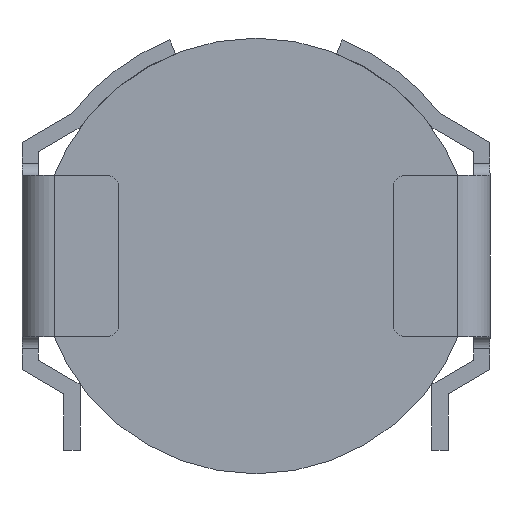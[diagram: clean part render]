
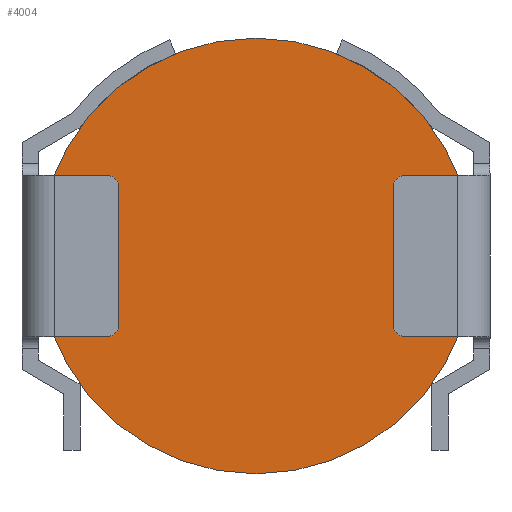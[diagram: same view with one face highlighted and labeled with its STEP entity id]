
A CAD part, front view. The second image highlights one B-rep face of the part: STEP entity #4004.
In plain terms, the highlighted planar face has unit normal (0, -1, 0).
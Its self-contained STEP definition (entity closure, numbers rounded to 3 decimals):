
#54=CIRCLE('',#4189,1.35);
#540=FACE_OUTER_BOUND('',#772,.T.);
#772=EDGE_LOOP('',(#3278));
#1784=VERTEX_POINT('',#6965);
#2300=EDGE_CURVE('',#1784,#1784,#54,.T.);
#3278=ORIENTED_EDGE('',*,*,#2300,.T.);
#3666=PLANE('',#4190);
#4004=ADVANCED_FACE('',(#540),#3666,.T.);
#4189=AXIS2_PLACEMENT_3D('',#6966,#4690,#4691);
#4190=AXIS2_PLACEMENT_3D('',#6967,#4692,#4693);
#4690=DIRECTION('center_axis',(0.,-1.,0.));
#4691=DIRECTION('ref_axis',(1.,0.,0.));
#4692=DIRECTION('center_axis',(0.,-1.,0.));
#4693=DIRECTION('ref_axis',(0.,0.,-1.));
#6965=CARTESIAN_POINT('',(1.35,0.,0.));
#6966=CARTESIAN_POINT('Origin',(0.,0.,0.));
#6967=CARTESIAN_POINT('Origin',(0.,0.,0.));
